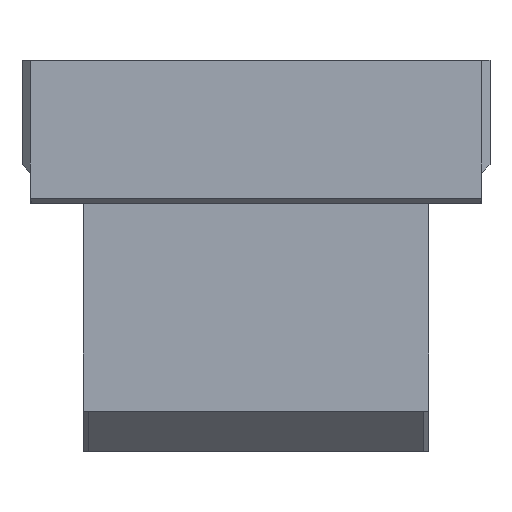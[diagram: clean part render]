
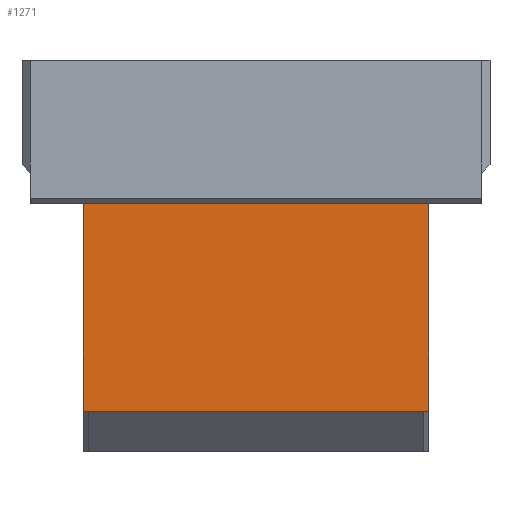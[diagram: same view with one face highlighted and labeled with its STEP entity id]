
A CAD part, left-side view. The second image highlights one B-rep face of the part: STEP entity #1271.
In plain terms, the highlighted planar face has unit normal (-1, 0, 0).
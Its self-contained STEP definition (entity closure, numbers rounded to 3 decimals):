
#12 = DIRECTION ( 'NONE',  ( 0., -1., 0. ) ) ;
#54 = DIRECTION ( 'NONE',  ( 0., 1., 0. ) ) ;
#91 = CARTESIAN_POINT ( 'NONE',  ( -17.5, -17., 4. ) ) ;
#140 = CARTESIAN_POINT ( 'NONE',  ( -17.5, -23., 24.4 ) ) ;
#190 = ORIENTED_EDGE ( 'NONE', *, *, #1504, .T. ) ;
#201 = LINE ( 'NONE', #1667, #2483 ) ;
#229 = ORIENTED_EDGE ( 'NONE', *, *, #1319, .F. ) ;
#276 = ORIENTED_EDGE ( 'NONE', *, *, #1419, .F. ) ;
#344 = ORIENTED_EDGE ( 'NONE', *, *, #1410, .T. ) ;
#414 = ORIENTED_EDGE ( 'NONE', *, *, #1311, .F. ) ;
#476 = FACE_OUTER_BOUND ( 'NONE', #517, .T. ) ;
#517 = EDGE_LOOP ( 'NONE', ( #190, #276, #414, #344, #721, #229 ) ) ;
#562 = VERTEX_POINT ( 'NONE', #1960 ) ;
#705 = VERTEX_POINT ( 'NONE', #1783 ) ;
#721 = ORIENTED_EDGE ( 'NONE', *, *, #1486, .T. ) ;
#822 = VERTEX_POINT ( 'NONE', #1748 ) ;
#880 = VERTEX_POINT ( 'NONE', #2025 ) ;
#881 = LINE ( 'NONE', #2088, #2588 ) ;
#914 = VERTEX_POINT ( 'NONE', #2050 ) ;
#981 = VERTEX_POINT ( 'NONE', #1729 ) ;
#1037 = LINE ( 'NONE', #140, #1183 ) ;
#1058 = LINE ( 'NONE', #1560, #2332 ) ;
#1076 = LINE ( 'NONE', #91, #1198 ) ;
#1109 = LINE ( 'NONE', #1606, #2539 ) ;
#1183 = VECTOR ( 'NONE', #54, 1000. ) ;
#1198 = VECTOR ( 'NONE', #12, 1000. ) ;
#1271 = ADVANCED_FACE ( 'NONE', ( #476 ), #1618, .F. ) ;
#1311 = EDGE_CURVE ( 'NONE', #880, #705, #201, .T. ) ;
#1319 = EDGE_CURVE ( 'NONE', #914, #562, #881, .T. ) ;
#1410 = EDGE_CURVE ( 'NONE', #880, #981, #1109, .T. ) ;
#1419 = EDGE_CURVE ( 'NONE', #705, #822, #1058, .T. ) ;
#1486 = EDGE_CURVE ( 'NONE', #981, #562, #1076, .T. ) ;
#1504 = EDGE_CURVE ( 'NONE', #914, #822, #1037, .T. ) ;
#1560 = CARTESIAN_POINT ( 'NONE',  ( -17.5, 17., 16.2 ) ) ;
#1570 = DIRECTION ( 'NONE',  ( 1., 0., 0. ) ) ;
#1606 = CARTESIAN_POINT ( 'NONE',  ( -17.5, -23., 4. ) ) ;
#1618 = PLANE ( 'NONE',  #2598 ) ;
#1665 = CARTESIAN_POINT ( 'NONE',  ( -17.5, -23., 24.4 ) ) ;
#1667 = CARTESIAN_POINT ( 'NONE',  ( -17.5, 17., 4. ) ) ;
#1690 = DIRECTION ( 'NONE',  ( 0., 0., 1. ) ) ;
#1729 = CARTESIAN_POINT ( 'NONE',  ( -17.5, -16.5, 4. ) ) ;
#1748 = CARTESIAN_POINT ( 'NONE',  ( -17.5, 17., 24.4 ) ) ;
#1769 = DIRECTION ( 'NONE',  ( 0., 0., -1. ) ) ;
#1783 = CARTESIAN_POINT ( 'NONE',  ( -17.5, 17., 4. ) ) ;
#1859 = DIRECTION ( 'NONE',  ( 0., -1., 0. ) ) ;
#1952 = DIRECTION ( 'NONE',  ( 0., 0., -1. ) ) ;
#1960 = CARTESIAN_POINT ( 'NONE',  ( -17.5, -17., 4. ) ) ;
#2025 = CARTESIAN_POINT ( 'NONE',  ( -17.5, 16.5, 4. ) ) ;
#2050 = CARTESIAN_POINT ( 'NONE',  ( -17.5, -17., 24.4 ) ) ;
#2088 = CARTESIAN_POINT ( 'NONE',  ( -17.5, -17., 16.2 ) ) ;
#2238 = DIRECTION ( 'NONE',  ( 0., 1., 0. ) ) ;
#2332 = VECTOR ( 'NONE', #1690, 1000. ) ;
#2483 = VECTOR ( 'NONE', #2238, 1000. ) ;
#2539 = VECTOR ( 'NONE', #1859, 1000. ) ;
#2588 = VECTOR ( 'NONE', #1769, 1000. ) ;
#2598 = AXIS2_PLACEMENT_3D ( 'NONE', #1665, #1570, #1952 ) ;
